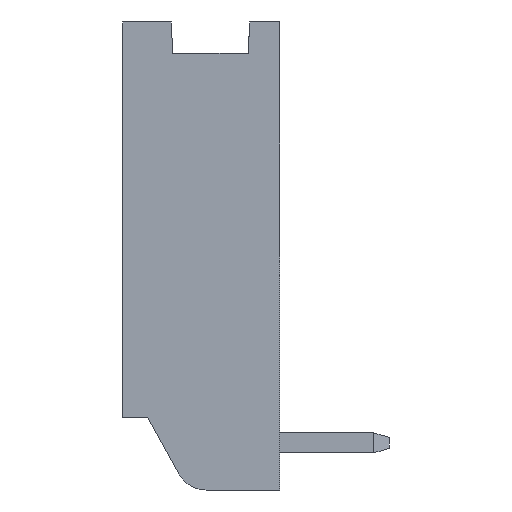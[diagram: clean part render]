
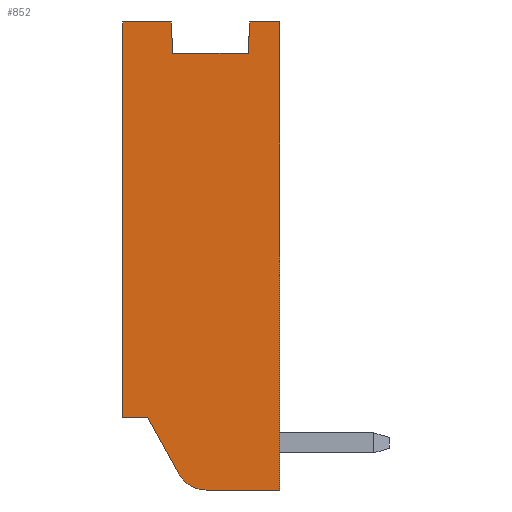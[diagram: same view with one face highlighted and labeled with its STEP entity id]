
A CAD part, left-side view. The second image highlights one B-rep face of the part: STEP entity #852.
In plain terms, the highlighted planar face has unit normal (-1, 0, 0).
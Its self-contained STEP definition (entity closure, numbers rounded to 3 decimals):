
#157=CARTESIAN_POINT('',(-8.9,-2.5,12.6));
#158=VERTEX_POINT('',#157);
#165=CARTESIAN_POINT('',(-8.9,-2.5,-2.3));
#166=VERTEX_POINT('',#165);
#167=CARTESIAN_POINT('',(-8.9,-2.5,12.6));
#168=DIRECTION('',(0.,0.,-1.));
#169=VECTOR('',#168,14.9);
#170=LINE('',#167,#169);
#171=EDGE_CURVE('',#158,#166,#170,.T.);
#712=CARTESIAN_POINT('',(-8.9,-1.55,12.6));
#713=VERTEX_POINT('',#712);
#714=CARTESIAN_POINT('',(-8.9,-1.55,12.6));
#715=DIRECTION('',(0.,-1.,0.));
#716=VECTOR('',#715,0.95);
#717=LINE('',#714,#716);
#718=EDGE_CURVE('',#713,#158,#717,.T.);
#761=CARTESIAN_POINT('',(-8.9,-1.5,11.6));
#762=VERTEX_POINT('',#761);
#769=CARTESIAN_POINT('',(-8.9,-1.5,11.6));
#770=DIRECTION('',(0.,-0.05,0.999));
#771=VECTOR('',#770,1.001);
#772=LINE('',#769,#771);
#773=EDGE_CURVE('',#762,#713,#772,.T.);
#779=CARTESIAN_POINT('',(-8.9,2.5,0.));
#780=DIRECTION('',(0.,-1.,0.));
#781=DIRECTION('',(-1.,0.,0.));
#782=AXIS2_PLACEMENT_3D('',#779,#781,#780);
#783=PLANE('',#782);
#784=ORIENTED_EDGE('',*,*,#718,.F.);
#785=ORIENTED_EDGE('',*,*,#773,.F.);
#786=CARTESIAN_POINT('',(-8.9,0.9,11.6));
#787=VERTEX_POINT('',#786);
#788=CARTESIAN_POINT('',(-8.9,-1.5,11.6));
#789=DIRECTION('',(0.,1.,0.));
#790=VECTOR('',#789,2.4);
#791=LINE('',#788,#790);
#792=EDGE_CURVE('',#762,#787,#791,.T.);
#793=ORIENTED_EDGE('',*,*,#792,.T.);
#794=CARTESIAN_POINT('',(-8.9,0.95,12.6));
#795=VERTEX_POINT('',#794);
#796=CARTESIAN_POINT('',(-8.9,0.9,11.6));
#797=DIRECTION('',(0.,0.05,0.999));
#798=VECTOR('',#797,1.001);
#799=LINE('',#796,#798);
#800=EDGE_CURVE('',#787,#795,#799,.T.);
#801=ORIENTED_EDGE('',*,*,#800,.T.);
#802=CARTESIAN_POINT('',(-8.9,2.5,12.6));
#803=VERTEX_POINT('',#802);
#804=CARTESIAN_POINT('',(-8.9,0.95,12.6));
#805=DIRECTION('',(0.,1.,0.));
#806=VECTOR('',#805,1.55);
#807=LINE('',#804,#806);
#808=EDGE_CURVE('',#795,#803,#807,.T.);
#809=ORIENTED_EDGE('',*,*,#808,.T.);
#810=CARTESIAN_POINT('',(-8.9,2.5,0.));
#811=VERTEX_POINT('',#810);
#812=CARTESIAN_POINT('',(-8.9,2.5,12.6));
#813=DIRECTION('',(0.,0.,-1.));
#814=VECTOR('',#813,12.6);
#815=LINE('',#812,#814);
#816=EDGE_CURVE('',#803,#811,#815,.T.);
#817=ORIENTED_EDGE('',*,*,#816,.T.);
#818=CARTESIAN_POINT('',(-8.9,1.7,0.));
#819=VERTEX_POINT('',#818);
#820=CARTESIAN_POINT('',(-8.9,2.5,0.));
#821=DIRECTION('',(0.,-1.,0.));
#822=VECTOR('',#821,0.8);
#823=LINE('',#820,#822);
#824=EDGE_CURVE('',#811,#819,#823,.T.);
#825=ORIENTED_EDGE('',*,*,#824,.T.);
#826=CARTESIAN_POINT('',(-8.9,0.711,-1.785));
#827=VERTEX_POINT('',#826);
#828=CARTESIAN_POINT('',(-8.9,1.7,0.));
#829=DIRECTION('',(0.,-0.485,-0.875));
#830=VECTOR('',#829,2.04);
#831=LINE('',#828,#830);
#832=EDGE_CURVE('',#819,#827,#831,.T.);
#833=ORIENTED_EDGE('',*,*,#832,.T.);
#834=CARTESIAN_POINT('',(-8.9,-0.164,-2.3));
#835=VERTEX_POINT('',#834);
#836=CARTESIAN_POINT('',(-8.9,-0.164,-1.3));
#837=DIRECTION('',(0.,0.875,-0.485));
#838=DIRECTION('',(-1.,0.,0.));
#839=AXIS2_PLACEMENT_3D('',#836,#838,#837);
#840=CIRCLE('',#839,1.);
#841=EDGE_CURVE('',#827,#835,#840,.T.);
#842=ORIENTED_EDGE('',*,*,#841,.T.);
#843=CARTESIAN_POINT('',(-8.9,-0.164,-2.3));
#844=DIRECTION('',(0.,-1.,0.));
#845=VECTOR('',#844,2.336);
#846=LINE('',#843,#845);
#847=EDGE_CURVE('',#835,#166,#846,.T.);
#848=ORIENTED_EDGE('',*,*,#847,.T.);
#849=ORIENTED_EDGE('',*,*,#171,.F.);
#850=EDGE_LOOP('',(#784,#785,#793,#801,#809,#817,#825,#833,#842,#848,#849));
#851=FACE_OUTER_BOUND('',#850,.T.);
#852=ADVANCED_FACE('',(#851),#783,.T.);
